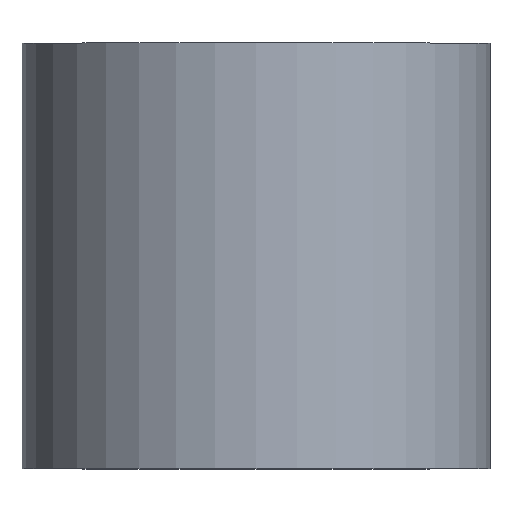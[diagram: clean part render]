
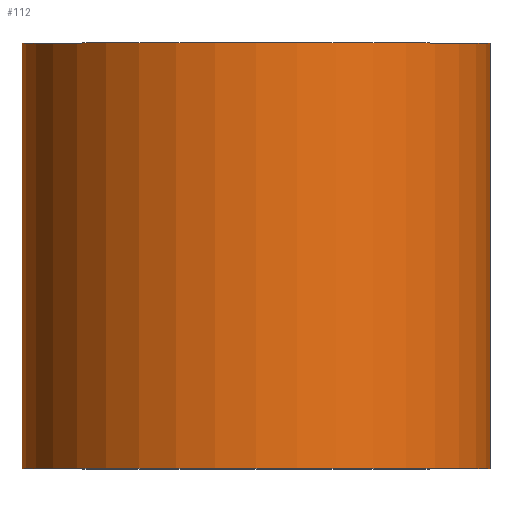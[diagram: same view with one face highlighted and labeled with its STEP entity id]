
A CAD part, top view. The second image highlights one B-rep face of the part: STEP entity #112.
In plain terms, the highlighted cylindrical face has radius 2.75 mm (diameter 5.5 mm), a full revolution.
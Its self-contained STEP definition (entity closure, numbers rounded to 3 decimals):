
#24=FACE_OUTER_BOUND('',#31,.T.);
#31=EDGE_LOOP('',(#93,#94,#95,#96,#97,#98));
#38=LINE('',#217,#41);
#41=VECTOR('',#182,2.75);
#49=CIRCLE('',#146,2.75);
#50=CIRCLE('',#147,2.75);
#51=CIRCLE('',#148,2.75);
#52=CIRCLE('',#149,2.75);
#60=VERTEX_POINT('',#212);
#61=VERTEX_POINT('',#213);
#62=VERTEX_POINT('',#216);
#63=VERTEX_POINT('',#218);
#73=EDGE_CURVE('',#60,#61,#49,.T.);
#74=EDGE_CURVE('',#61,#60,#50,.T.);
#75=EDGE_CURVE('',#61,#62,#38,.T.);
#76=EDGE_CURVE('',#62,#63,#51,.T.);
#77=EDGE_CURVE('',#63,#62,#52,.T.);
#93=ORIENTED_EDGE('',*,*,#73,.F.);
#94=ORIENTED_EDGE('',*,*,#74,.F.);
#95=ORIENTED_EDGE('',*,*,#75,.T.);
#96=ORIENTED_EDGE('',*,*,#76,.T.);
#97=ORIENTED_EDGE('',*,*,#77,.T.);
#98=ORIENTED_EDGE('',*,*,#75,.F.);
#108=CYLINDRICAL_SURFACE('',#145,2.75);
#112=ADVANCED_FACE('',(#24),#108,.T.);
#145=AXIS2_PLACEMENT_3D('',#211,#176,#177);
#146=AXIS2_PLACEMENT_3D('',#214,#178,#179);
#147=AXIS2_PLACEMENT_3D('',#215,#180,#181);
#148=AXIS2_PLACEMENT_3D('',#219,#183,#184);
#149=AXIS2_PLACEMENT_3D('',#220,#185,#186);
#176=DIRECTION('center_axis',(0.,1.,0.));
#177=DIRECTION('ref_axis',(-1.,0.,0.));
#178=DIRECTION('center_axis',(0.,1.,0.));
#179=DIRECTION('ref_axis',(-1.,0.,0.));
#180=DIRECTION('center_axis',(0.,1.,0.));
#181=DIRECTION('ref_axis',(-1.,0.,0.));
#182=DIRECTION('',(0.,-1.,0.));
#183=DIRECTION('center_axis',(0.,1.,0.));
#184=DIRECTION('ref_axis',(-1.,0.,0.));
#185=DIRECTION('center_axis',(0.,1.,0.));
#186=DIRECTION('ref_axis',(-1.,0.,0.));
#211=CARTESIAN_POINT('Origin',(0.,0.,0.));
#212=CARTESIAN_POINT('',(-2.75,5.,0.));
#213=CARTESIAN_POINT('',(2.75,5.,0.));
#214=CARTESIAN_POINT('Origin',(0.,5.,0.));
#215=CARTESIAN_POINT('Origin',(0.,5.,0.));
#216=CARTESIAN_POINT('',(2.75,0.,0.));
#217=CARTESIAN_POINT('',(2.75,0.,0.));
#218=CARTESIAN_POINT('',(-2.75,0.,0.));
#219=CARTESIAN_POINT('Origin',(0.,0.,0.));
#220=CARTESIAN_POINT('Origin',(0.,0.,0.));
